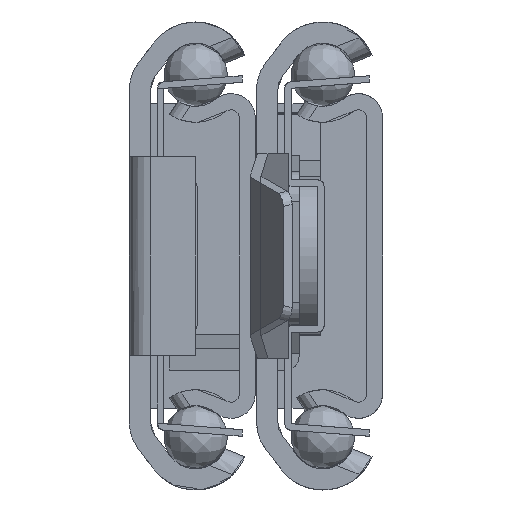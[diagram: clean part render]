
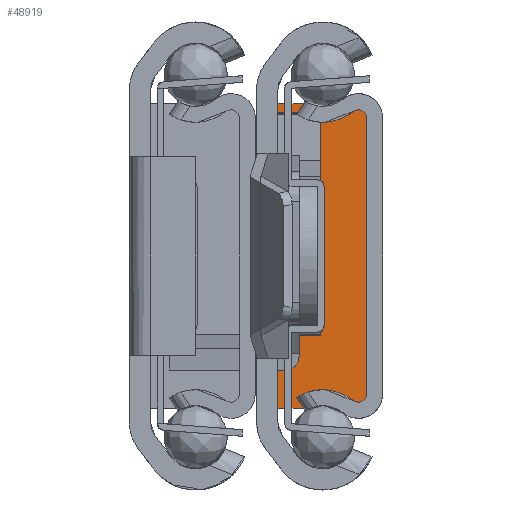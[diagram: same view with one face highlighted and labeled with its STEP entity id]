
A CAD part, left-side view. The second image highlights one B-rep face of the part: STEP entity #48919.
In plain terms, the highlighted free-form (B-spline) face has degree [1, 1] with [2, 2] control points.
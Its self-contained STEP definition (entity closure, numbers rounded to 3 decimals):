
#48854=CARTESIAN_POINT('',(-18.445,12.649,157.6));
#48855=CARTESIAN_POINT('',(-10.855,12.649,157.6));
#48856=CARTESIAN_POINT('',(-18.445,-12.649,157.6));
#48857=CARTESIAN_POINT('',(-10.855,-12.649,157.6));
#48858=B_SPLINE_SURFACE_WITH_KNOTS('',1,1,((#48854,#48856),(#48855,#48857)),.UNSPECIFIED.,.F.,.F.,.U.,(2,2),(2,2),(0.0,7.589),(0.0,25.298),.UNSPECIFIED.);
#48859=CARTESIAN_POINT('',(-11.2,11.5,157.6));
#48860=VERTEX_POINT('',#48859);
#48861=CARTESIAN_POINT('',(-11.2,-11.5,157.6));
#48862=VERTEX_POINT('',#48861);
#48863=CARTESIAN_POINT('',(-11.2,11.5,157.6));
#48864=CARTESIAN_POINT('',(-11.2,-11.5,157.6));
#48865=QUASI_UNIFORM_CURVE('',1,(#48863,#48864),.UNSPECIFIED.,.F.,.U.);
#48866=EDGE_CURVE('',#48860,#48862,#48865,.T.);
#48867=ORIENTED_EDGE('',*,*,#48866,.F.);
#48868=CARTESIAN_POINT('',(-16.6,11.5,157.6));
#48869=VERTEX_POINT('',#48868);
#48870=CARTESIAN_POINT('',(-16.6,11.5,157.6));
#48871=CARTESIAN_POINT('',(-11.2,11.5,157.6));
#48872=QUASI_UNIFORM_CURVE('',1,(#48870,#48871),.UNSPECIFIED.,.F.,.U.);
#48873=EDGE_CURVE('',#48869,#48860,#48872,.T.);
#48874=ORIENTED_EDGE('',*,*,#48873,.F.);
#48875=CARTESIAN_POINT('',(-18.1,10.,157.6));
#48876=VERTEX_POINT('',#48875);
#48877=CARTESIAN_POINT('',(-18.1,10.,157.6));
#48878=CARTESIAN_POINT('',(-18.1,11.5,157.6));
#48879=CARTESIAN_POINT('',(-16.6,11.5,157.6));
#48887=(BOUNDED_CURVE()B_SPLINE_CURVE(2,(#48877,#48878,#48879),.UNSPECIFIED.,.F.,.U.)CURVE()GEOMETRIC_REPRESENTATION_ITEM()QUASI_UNIFORM_CURVE()RATIONAL_B_SPLINE_CURVE((1.0,0.707,1.0))REPRESENTATION_ITEM(''));
#48888=EDGE_CURVE('',#48876,#48869,#48887,.T.);
#48889=ORIENTED_EDGE('',*,*,#48888,.F.);
#48890=CARTESIAN_POINT('',(-18.1,-10.0,157.6));
#48891=VERTEX_POINT('',#48890);
#48892=CARTESIAN_POINT('',(-18.1,-10.0,157.6));
#48893=CARTESIAN_POINT('',(-18.1,10.,157.6));
#48894=QUASI_UNIFORM_CURVE('',1,(#48892,#48893),.UNSPECIFIED.,.F.,.U.);
#48895=EDGE_CURVE('',#48891,#48876,#48894,.T.);
#48896=ORIENTED_EDGE('',*,*,#48895,.F.);
#48897=CARTESIAN_POINT('',(-16.6,-11.5,157.6));
#48898=VERTEX_POINT('',#48897);
#48899=CARTESIAN_POINT('',(-16.6,-11.5,157.6));
#48900=CARTESIAN_POINT('',(-18.1,-11.5,157.6));
#48901=CARTESIAN_POINT('',(-18.1,-10.0,157.6));
#48909=(BOUNDED_CURVE()B_SPLINE_CURVE(2,(#48899,#48900,#48901),.UNSPECIFIED.,.F.,.U.)CURVE()GEOMETRIC_REPRESENTATION_ITEM()QUASI_UNIFORM_CURVE()RATIONAL_B_SPLINE_CURVE((1.0,0.707,1.0))REPRESENTATION_ITEM(''));
#48910=EDGE_CURVE('',#48898,#48891,#48909,.T.);
#48911=ORIENTED_EDGE('',*,*,#48910,.F.);
#48912=CARTESIAN_POINT('',(-11.2,-11.5,157.6));
#48913=CARTESIAN_POINT('',(-16.6,-11.5,157.6));
#48914=QUASI_UNIFORM_CURVE('',1,(#48912,#48913),.UNSPECIFIED.,.F.,.U.);
#48915=EDGE_CURVE('',#48862,#48898,#48914,.T.);
#48916=ORIENTED_EDGE('',*,*,#48915,.F.);
#48917=EDGE_LOOP('',(#48867,#48874,#48889,#48896,#48911,#48916));
#48918=FACE_OUTER_BOUND('',#48917,.T.);
#48919=ADVANCED_FACE('',(#48918),#48858,.F.);
